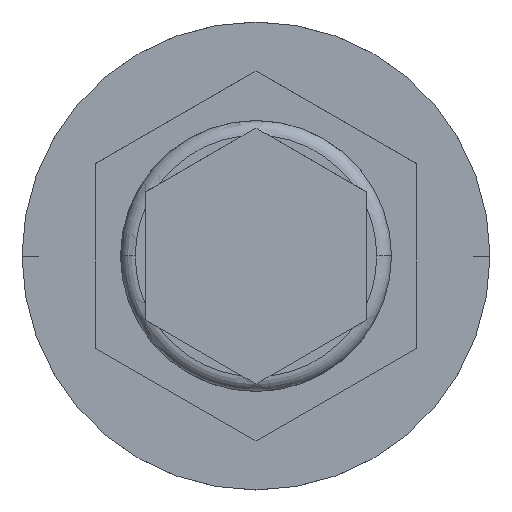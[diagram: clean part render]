
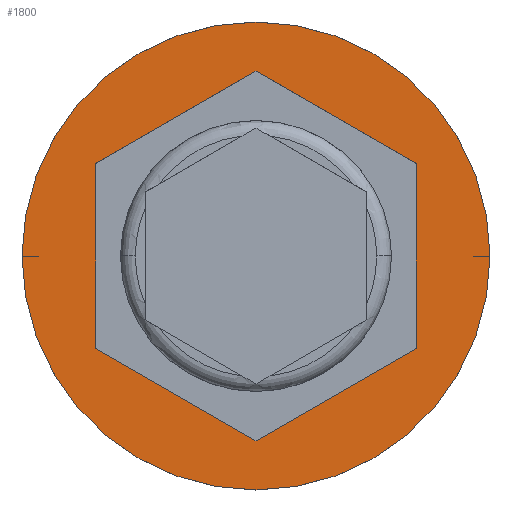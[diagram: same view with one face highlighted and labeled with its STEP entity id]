
A CAD part, top view. The second image highlights one B-rep face of the part: STEP entity #1800.
In plain terms, the highlighted planar face has unit normal (0, 0, 1).
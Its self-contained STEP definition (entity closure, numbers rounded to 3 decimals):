
#34 = EDGE_CURVE ( 'NONE', #621, #2058, #2014, .T. ) ;
#49 = EDGE_LOOP ( 'NONE', ( #1276, #530, #656, #1951, #291, #1695 ) ) ;
#132 = CARTESIAN_POINT ( 'NONE',  ( -3.25, 1.876, 0. ) ) ;
#149 = VERTEX_POINT ( 'NONE', #490 ) ;
#190 = VERTEX_POINT ( 'NONE', #2143 ) ;
#213 = DIRECTION ( 'NONE',  ( 1., 0., 0. ) ) ;
#234 = VECTOR ( 'NONE', #1474, 1000. ) ;
#240 = CARTESIAN_POINT ( 'NONE',  ( 0., 0., 0. ) ) ;
#249 = CIRCLE ( 'NONE', #1554, 4.75 ) ;
#291 = ORIENTED_EDGE ( 'NONE', *, *, #34, .F. ) ;
#330 = AXIS2_PLACEMENT_3D ( 'NONE', #1005, #1929, #1728 ) ;
#337 = DIRECTION ( 'NONE',  ( 0.866, -0.5, 0. ) ) ;
#375 = CARTESIAN_POINT ( 'NONE',  ( 0., 0., 0. ) ) ;
#490 = CARTESIAN_POINT ( 'NONE',  ( 0., -3.753, 0. ) ) ;
#527 = CARTESIAN_POINT ( 'NONE',  ( -3.25, 1.876, 0. ) ) ;
#528 = DIRECTION ( 'NONE',  ( 1., 0., 0. ) ) ;
#530 = ORIENTED_EDGE ( 'NONE', *, *, #1127, .F. ) ;
#544 = EDGE_LOOP ( 'NONE', ( #1655, #2316 ) ) ;
#556 = CIRCLE ( 'NONE', #330, 4.75 ) ;
#580 = VERTEX_POINT ( 'NONE', #1443 ) ;
#602 = CARTESIAN_POINT ( 'NONE',  ( -4.75, 0., 0. ) ) ;
#607 = EDGE_CURVE ( 'NONE', #1397, #580, #1758, .T. ) ;
#621 = VERTEX_POINT ( 'NONE', #527 ) ;
#624 = EDGE_CURVE ( 'NONE', #2058, #149, #2191, .T. ) ;
#644 = VECTOR ( 'NONE', #2196, 1000. ) ;
#656 = ORIENTED_EDGE ( 'NONE', *, *, #1941, .F. ) ;
#686 = LINE ( 'NONE', #850, #2077 ) ;
#745 = VECTOR ( 'NONE', #1582, 1000. ) ;
#760 = PLANE ( 'NONE',  #1328 ) ;
#822 = CARTESIAN_POINT ( 'NONE',  ( 0., -3.753, 0. ) ) ;
#850 = CARTESIAN_POINT ( 'NONE',  ( 0., 3.753, 0. ) ) ;
#928 = LINE ( 'NONE', #1452, #234 ) ;
#1005 = CARTESIAN_POINT ( 'NONE',  ( 0., 0., 0. ) ) ;
#1050 = CARTESIAN_POINT ( 'NONE',  ( 3.25, 1.876, 0. ) ) ;
#1106 = DIRECTION ( 'NONE',  ( 0., 0., 1. ) ) ;
#1112 = VECTOR ( 'NONE', #1983, 1000. ) ;
#1127 = EDGE_CURVE ( 'NONE', #190, #1397, #928, .T. ) ;
#1165 = FACE_OUTER_BOUND ( 'NONE', #544, .T. ) ;
#1276 = ORIENTED_EDGE ( 'NONE', *, *, #607, .F. ) ;
#1289 = EDGE_CURVE ( 'NONE', #580, #621, #686, .T. ) ;
#1328 = AXIS2_PLACEMENT_3D ( 'NONE', #240, #1337, #213 ) ;
#1337 = DIRECTION ( 'NONE',  ( 0., 0., 1. ) ) ;
#1397 = VERTEX_POINT ( 'NONE', #2171 ) ;
#1443 = CARTESIAN_POINT ( 'NONE',  ( 0., 3.753, 0. ) ) ;
#1452 = CARTESIAN_POINT ( 'NONE',  ( 3.25, -1.876, 0. ) ) ;
#1474 = DIRECTION ( 'NONE',  ( 0., 1., 0. ) ) ;
#1554 = AXIS2_PLACEMENT_3D ( 'NONE', #375, #1106, #528 ) ;
#1573 = VECTOR ( 'NONE', #337, 1000. ) ;
#1582 = DIRECTION ( 'NONE',  ( 0.866, 0.5, 0. ) ) ;
#1583 = CARTESIAN_POINT ( 'NONE',  ( -3.25, -1.876, 0. ) ) ;
#1613 = EDGE_CURVE ( 'NONE', #2267, #2313, #249, .T. ) ;
#1655 = ORIENTED_EDGE ( 'NONE', *, *, #1974, .T. ) ;
#1695 = ORIENTED_EDGE ( 'NONE', *, *, #1289, .F. ) ;
#1728 = DIRECTION ( 'NONE',  ( 1., 0., 0. ) ) ;
#1758 = LINE ( 'NONE', #1050, #1112 ) ;
#1800 = ADVANCED_FACE ( 'NONE', ( #2249, #1165 ), #760, .T. ) ;
#1929 = DIRECTION ( 'NONE',  ( 0., 0., 1. ) ) ;
#1941 = EDGE_CURVE ( 'NONE', #149, #190, #2125, .T. ) ;
#1951 = ORIENTED_EDGE ( 'NONE', *, *, #624, .F. ) ;
#1974 = EDGE_CURVE ( 'NONE', #2313, #2267, #556, .T. ) ;
#1983 = DIRECTION ( 'NONE',  ( -0.866, 0.5, 0. ) ) ;
#2014 = LINE ( 'NONE', #132, #644 ) ;
#2058 = VERTEX_POINT ( 'NONE', #2365 ) ;
#2077 = VECTOR ( 'NONE', #2334, 1000. ) ;
#2110 = CARTESIAN_POINT ( 'NONE',  ( 4.75, 0., 0. ) ) ;
#2125 = LINE ( 'NONE', #822, #745 ) ;
#2143 = CARTESIAN_POINT ( 'NONE',  ( 3.25, -1.876, 0. ) ) ;
#2171 = CARTESIAN_POINT ( 'NONE',  ( 3.25, 1.876, 0. ) ) ;
#2191 = LINE ( 'NONE', #1583, #1573 ) ;
#2196 = DIRECTION ( 'NONE',  ( 0., -1., 0. ) ) ;
#2249 = FACE_BOUND ( 'NONE', #49, .T. ) ;
#2267 = VERTEX_POINT ( 'NONE', #602 ) ;
#2313 = VERTEX_POINT ( 'NONE', #2110 ) ;
#2316 = ORIENTED_EDGE ( 'NONE', *, *, #1613, .T. ) ;
#2334 = DIRECTION ( 'NONE',  ( -0.866, -0.5, 0. ) ) ;
#2365 = CARTESIAN_POINT ( 'NONE',  ( -3.25, -1.876, 0. ) ) ;
